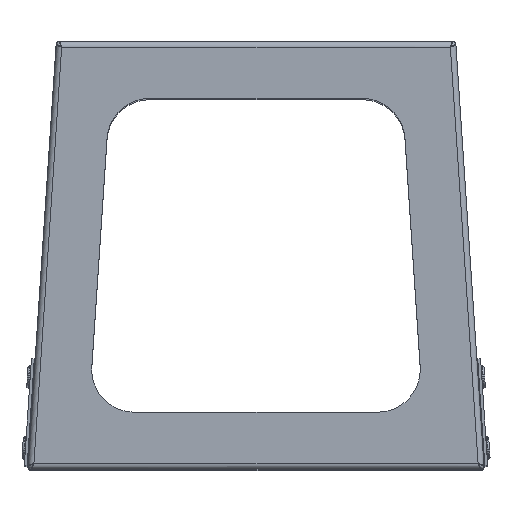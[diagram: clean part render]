
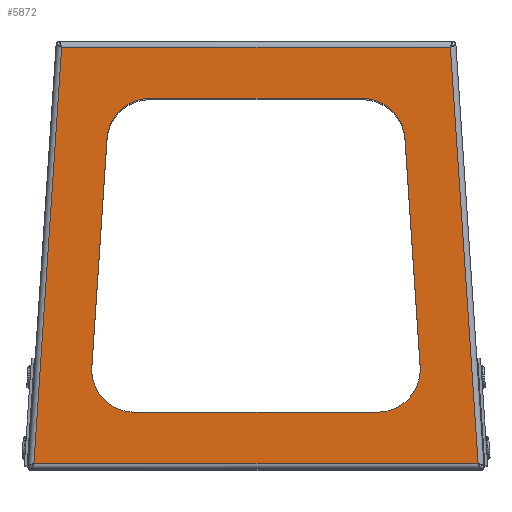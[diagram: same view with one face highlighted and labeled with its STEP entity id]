
A CAD part, top view. The second image highlights one B-rep face of the part: STEP entity #5872.
In plain terms, the highlighted planar face has unit normal (0, 0, 1).
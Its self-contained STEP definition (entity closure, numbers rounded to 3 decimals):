
#4 = LINE ( 'NONE', #12650, #10247 ) ;
#294 = LINE ( 'NONE', #5732, #11380 ) ;
#326 = CIRCLE ( 'NONE', #8217, 30. ) ;
#347 = DIRECTION ( 'NONE',  ( 0., 0., 1. ) ) ;
#355 = ORIENTED_EDGE ( 'NONE', *, *, #7241, .F. ) ;
#403 = EDGE_CURVE ( 'NONE', #7314, #9542, #12391, .T. ) ;
#513 = ORIENTED_EDGE ( 'NONE', *, *, #6477, .F. ) ;
#761 = VECTOR ( 'NONE', #1382, 1000. ) ;
#835 = VERTEX_POINT ( 'NONE', #9963 ) ;
#896 = CARTESIAN_POINT ( 'NONE',  ( -115.112, -78.004, 0. ) ) ;
#933 = DIRECTION ( 'NONE',  ( 1., 0., 0. ) ) ;
#981 = ORIENTED_EDGE ( 'NONE', *, *, #9832, .T. ) ;
#1018 = EDGE_CURVE ( 'NONE', #10661, #835, #3317, .T. ) ;
#1096 = CARTESIAN_POINT ( 'NONE',  ( 136.258, 146., 0. ) ) ;
#1134 = VERTEX_POINT ( 'NONE', #2100 ) ;
#1350 = CARTESIAN_POINT ( 'NONE',  ( 85.178, -110., 0. ) ) ;
#1382 = DIRECTION ( 'NONE',  ( -0.067, 0.998, 0. ) ) ;
#1406 = ORIENTED_EDGE ( 'NONE', *, *, #1473, .F. ) ;
#1473 = EDGE_CURVE ( 'NONE', #5534, #8828, #12411, .T. ) ;
#1496 = DIRECTION ( 'NONE',  ( -0.067, 0.998, 0. ) ) ;
#1539 = ORIENTED_EDGE ( 'NONE', *, *, #1018, .T. ) ;
#1721 = EDGE_CURVE ( 'NONE', #835, #5918, #7997, .T. ) ;
#1771 = CARTESIAN_POINT ( 'NONE',  ( -85.178, -110., 0. ) ) ;
#1784 = ORIENTED_EDGE ( 'NONE', *, *, #1721, .T. ) ;
#2100 = CARTESIAN_POINT ( 'NONE',  ( -136.258, 146., 0. ) ) ;
#2112 = DIRECTION ( 'NONE',  ( 0., 0., 1. ) ) ;
#2219 = DIRECTION ( 'NONE',  ( 0., 0., 1. ) ) ;
#2320 = DIRECTION ( 'NONE',  ( -1., 0., 0. ) ) ;
#2330 = CARTESIAN_POINT ( 'NONE',  ( 74.511, 110., 0. ) ) ;
#2352 = VECTOR ( 'NONE', #6568, 1000. ) ;
#2393 = EDGE_CURVE ( 'NONE', #9542, #10072, #6870, .T. ) ;
#2466 = CARTESIAN_POINT ( 'NONE',  ( -104.445, 81.996, 0. ) ) ;
#2524 = ORIENTED_EDGE ( 'NONE', *, *, #403, .F. ) ;
#2701 = CARTESIAN_POINT ( 'NONE',  ( -85.178, -110., 0. ) ) ;
#2719 = VERTEX_POINT ( 'NONE', #896 ) ;
#3010 = CARTESIAN_POINT ( 'NONE',  ( -74.511, 110., 0. ) ) ;
#3119 = CIRCLE ( 'NONE', #7416, 30. ) ;
#3204 = DIRECTION ( 'NONE',  ( 0., 0., 1. ) ) ;
#3284 = CARTESIAN_POINT ( 'NONE',  ( 0., 0., 0. ) ) ;
#3317 = LINE ( 'NONE', #7635, #2352 ) ;
#3349 = LINE ( 'NONE', #11840, #12155 ) ;
#3351 = CARTESIAN_POINT ( 'NONE',  ( 115.112, -78.004, 0. ) ) ;
#3382 = CARTESIAN_POINT ( 'NONE',  ( -85.178, -80., 0. ) ) ;
#3666 = EDGE_LOOP ( 'NONE', ( #5772, #1539, #1784, #981 ) ) ;
#3703 = CARTESIAN_POINT ( 'NONE',  ( 115.112, -78.004, 0. ) ) ;
#4088 = CARTESIAN_POINT ( 'NONE',  ( 85.178, -80., 0. ) ) ;
#4396 = AXIS2_PLACEMENT_3D ( 'NONE', #9883, #347, #12142 ) ;
#4419 = DIRECTION ( 'NONE',  ( 1., 0., 0. ) ) ;
#4424 = PLANE ( 'NONE',  #5367 ) ;
#4653 = CARTESIAN_POINT ( 'NONE',  ( 115.178, -80., 0. ) ) ;
#4745 = ORIENTED_EDGE ( 'NONE', *, *, #12797, .F. ) ;
#4918 = DIRECTION ( 'NONE',  ( -1., 0., 0. ) ) ;
#5156 = FACE_BOUND ( 'NONE', #7048, .T. ) ;
#5367 = AXIS2_PLACEMENT_3D ( 'NONE', #3284, #3204, #6209 ) ;
#5528 = VERTEX_POINT ( 'NONE', #2466 ) ;
#5534 = VERTEX_POINT ( 'NONE', #2330 ) ;
#5732 = CARTESIAN_POINT ( 'NONE',  ( -136.138, 147.799, 0. ) ) ;
#5772 = ORIENTED_EDGE ( 'NONE', *, *, #9555, .T. ) ;
#5872 = ADVANCED_FACE ( 'NONE', ( #5156, #10845 ), #4424, .T. ) ;
#5918 = VERTEX_POINT ( 'NONE', #1096 ) ;
#6209 = DIRECTION ( 'NONE',  ( 1., 0., 0. ) ) ;
#6477 = EDGE_CURVE ( 'NONE', #13751, #5534, #11688, .T. ) ;
#6564 = DIRECTION ( 'NONE',  ( -1., 0., 0. ) ) ;
#6568 = DIRECTION ( 'NONE',  ( 1., 0., 0. ) ) ;
#6597 = EDGE_CURVE ( 'NONE', #2719, #7314, #3119, .T. ) ;
#6870 = CIRCLE ( 'NONE', #4396, 30. ) ;
#7048 = EDGE_LOOP ( 'NONE', ( #13688, #2524, #7804, #10898, #355, #1406, #513, #9367, #4745 ) ) ;
#7241 = EDGE_CURVE ( 'NONE', #8828, #5528, #10566, .T. ) ;
#7286 = EDGE_CURVE ( 'NONE', #5528, #2719, #3349, .T. ) ;
#7314 = VERTEX_POINT ( 'NONE', #1771 ) ;
#7416 = AXIS2_PLACEMENT_3D ( 'NONE', #3382, #11731, #2320 ) ;
#7635 = CARTESIAN_POINT ( 'NONE',  ( -157.789, -146., 0. ) ) ;
#7733 = DIRECTION ( 'NONE',  ( -0.067, -0.998, 0. ) ) ;
#7804 = ORIENTED_EDGE ( 'NONE', *, *, #6597, .F. ) ;
#7815 = LINE ( 'NONE', #3703, #761 ) ;
#7849 = AXIS2_PLACEMENT_3D ( 'NONE', #12014, #2112, #6564 ) ;
#7959 = VECTOR ( 'NONE', #1496, 1000. ) ;
#7997 = LINE ( 'NONE', #9915, #7959 ) ;
#8217 = AXIS2_PLACEMENT_3D ( 'NONE', #4088, #8405, #12726 ) ;
#8405 = DIRECTION ( 'NONE',  ( 0., 0., 1. ) ) ;
#8828 = VERTEX_POINT ( 'NONE', #3010 ) ;
#8841 = DIRECTION ( 'NONE',  ( -0.067, -0.998, 0. ) ) ;
#9367 = ORIENTED_EDGE ( 'NONE', *, *, #12390, .F. ) ;
#9542 = VERTEX_POINT ( 'NONE', #1350 ) ;
#9555 = EDGE_CURVE ( 'NONE', #1134, #10661, #294, .T. ) ;
#9557 = VECTOR ( 'NONE', #933, 1000. ) ;
#9832 = EDGE_CURVE ( 'NONE', #5918, #1134, #4, .T. ) ;
#9883 = CARTESIAN_POINT ( 'NONE',  ( 85.178, -80., 0. ) ) ;
#9915 = CARTESIAN_POINT ( 'NONE',  ( 155.862, -148.06, 0. ) ) ;
#9963 = CARTESIAN_POINT ( 'NONE',  ( 155.724, -146., 0. ) ) ;
#10072 = VERTEX_POINT ( 'NONE', #4653 ) ;
#10247 = VECTOR ( 'NONE', #12730, 1000. ) ;
#10566 = CIRCLE ( 'NONE', #12373, 30. ) ;
#10661 = VERTEX_POINT ( 'NONE', #13921 ) ;
#10845 = FACE_OUTER_BOUND ( 'NONE', #3666, .T. ) ;
#10884 = VECTOR ( 'NONE', #4918, 1000. ) ;
#10898 = ORIENTED_EDGE ( 'NONE', *, *, #7286, .F. ) ;
#11143 = CARTESIAN_POINT ( 'NONE',  ( -74.511, 110., 0. ) ) ;
#11380 = VECTOR ( 'NONE', #8841, 1000. ) ;
#11567 = VERTEX_POINT ( 'NONE', #3351 ) ;
#11688 = CIRCLE ( 'NONE', #7849, 30. ) ;
#11731 = DIRECTION ( 'NONE',  ( 0., 0., 1. ) ) ;
#11840 = CARTESIAN_POINT ( 'NONE',  ( -104.445, 81.996, 0. ) ) ;
#12014 = CARTESIAN_POINT ( 'NONE',  ( 74.511, 80., 0. ) ) ;
#12142 = DIRECTION ( 'NONE',  ( -1., 0., 0. ) ) ;
#12155 = VECTOR ( 'NONE', #7733, 1000. ) ;
#12373 = AXIS2_PLACEMENT_3D ( 'NONE', #13112, #2219, #4419 ) ;
#12390 = EDGE_CURVE ( 'NONE', #11567, #13751, #7815, .T. ) ;
#12391 = LINE ( 'NONE', #2701, #9557 ) ;
#12411 = LINE ( 'NONE', #11143, #10884 ) ;
#12650 = CARTESIAN_POINT ( 'NONE',  ( 138.06, 146., 0. ) ) ;
#12726 = DIRECTION ( 'NONE',  ( -1., 0., 0. ) ) ;
#12730 = DIRECTION ( 'NONE',  ( -1., 0., 0. ) ) ;
#12797 = EDGE_CURVE ( 'NONE', #10072, #11567, #326, .T. ) ;
#13112 = CARTESIAN_POINT ( 'NONE',  ( -74.511, 80., 0. ) ) ;
#13561 = CARTESIAN_POINT ( 'NONE',  ( 104.445, 81.996, 0. ) ) ;
#13688 = ORIENTED_EDGE ( 'NONE', *, *, #2393, .F. ) ;
#13751 = VERTEX_POINT ( 'NONE', #13561 ) ;
#13921 = CARTESIAN_POINT ( 'NONE',  ( -155.724, -146., 0. ) ) ;
